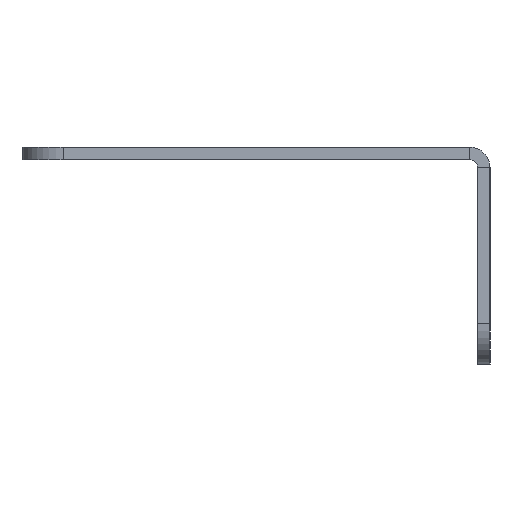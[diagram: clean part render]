
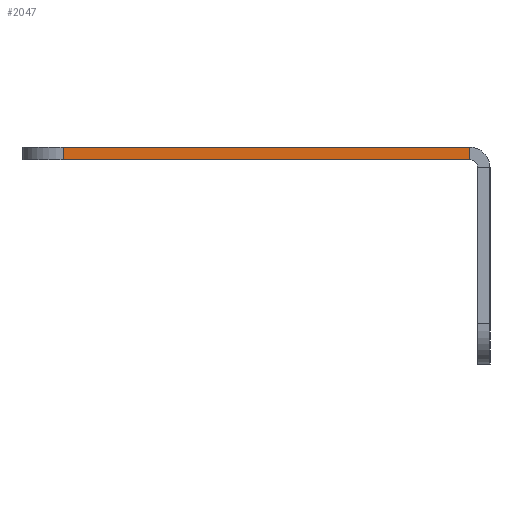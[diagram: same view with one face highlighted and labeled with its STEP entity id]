
A CAD part, left-side view. The second image highlights one B-rep face of the part: STEP entity #2047.
In plain terms, the highlighted planar face has unit normal (-1, 0, 0).
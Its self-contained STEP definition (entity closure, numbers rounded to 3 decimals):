
#268 = DIRECTION ( 'NONE',  ( 0., -1., 0. ) ) ;
#353 = CARTESIAN_POINT ( 'NONE',  ( -90., -1.5, -1. ) ) ;
#402 = CARTESIAN_POINT ( 'NONE',  ( -90., 1., 1.5 ) ) ;
#417 = EDGE_CURVE ( 'NONE', #550, #893, #1359, .T. ) ;
#494 = VECTOR ( 'NONE', #2346, 1000. ) ;
#496 = VECTOR ( 'NONE', #1470, 1000. ) ;
#507 = EDGE_LOOP ( 'NONE', ( #1117, #1082, #684, #2214 ) ) ;
#550 = VERTEX_POINT ( 'NONE', #606 ) ;
#554 = CARTESIAN_POINT ( 'NONE',  ( -90., 50.5, 0. ) ) ;
#571 = VERTEX_POINT ( 'NONE', #1947 ) ;
#606 = CARTESIAN_POINT ( 'NONE',  ( -90., 50.5, 1.5 ) ) ;
#645 = AXIS2_PLACEMENT_3D ( 'NONE', #353, #1994, #1981 ) ;
#684 = ORIENTED_EDGE ( 'NONE', *, *, #1695, .T. ) ;
#703 = CARTESIAN_POINT ( 'NONE',  ( -90., 1., 0. ) ) ;
#873 = LINE ( 'NONE', #1609, #494 ) ;
#893 = VERTEX_POINT ( 'NONE', #402 ) ;
#1082 = ORIENTED_EDGE ( 'NONE', *, *, #2229, .T. ) ;
#1117 = ORIENTED_EDGE ( 'NONE', *, *, #417, .F. ) ;
#1277 = PLANE ( 'NONE',  #645 ) ;
#1286 = VERTEX_POINT ( 'NONE', #554 ) ;
#1302 = VECTOR ( 'NONE', #2009, 1000. ) ;
#1359 = LINE ( 'NONE', #1937, #1961 ) ;
#1470 = DIRECTION ( 'NONE',  ( 0., 0., -1. ) ) ;
#1609 = CARTESIAN_POINT ( 'NONE',  ( -90., 0., 0. ) ) ;
#1621 = LINE ( 'NONE', #703, #1302 ) ;
#1657 = EDGE_CURVE ( 'NONE', #571, #893, #1621, .T. ) ;
#1695 = EDGE_CURVE ( 'NONE', #1286, #571, #873, .T. ) ;
#1777 = FACE_OUTER_BOUND ( 'NONE', #507, .T. ) ;
#1861 = CARTESIAN_POINT ( 'NONE',  ( -90., 50.5, -1. ) ) ;
#1937 = CARTESIAN_POINT ( 'NONE',  ( -90., 0., 1.5 ) ) ;
#1947 = CARTESIAN_POINT ( 'NONE',  ( -90., 1., 0. ) ) ;
#1961 = VECTOR ( 'NONE', #268, 1000. ) ;
#1981 = DIRECTION ( 'NONE',  ( 0., 0., 1. ) ) ;
#1994 = DIRECTION ( 'NONE',  ( -1., 0., 0. ) ) ;
#2009 = DIRECTION ( 'NONE',  ( 0., 0., 1. ) ) ;
#2047 = ADVANCED_FACE ( 'NONE', ( #1777 ), #1277, .T. ) ;
#2214 = ORIENTED_EDGE ( 'NONE', *, *, #1657, .T. ) ;
#2229 = EDGE_CURVE ( 'NONE', #550, #1286, #2391, .T. ) ;
#2346 = DIRECTION ( 'NONE',  ( 0., -1., 0. ) ) ;
#2391 = LINE ( 'NONE', #1861, #496 ) ;
